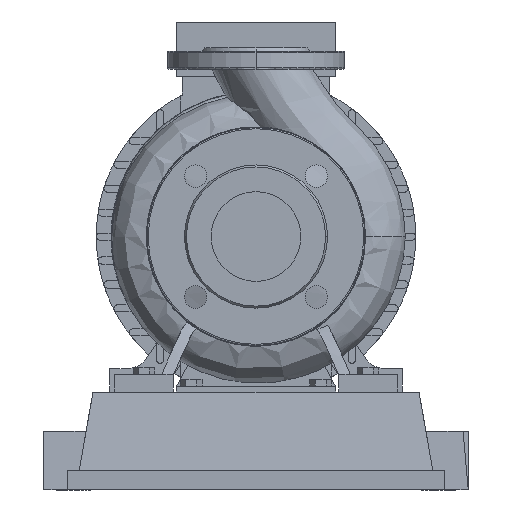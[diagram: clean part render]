
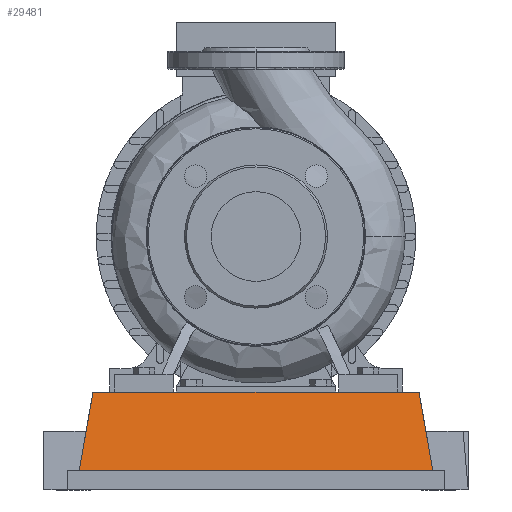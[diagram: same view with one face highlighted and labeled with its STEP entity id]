
A CAD part, left-side view. The second image highlights one B-rep face of the part: STEP entity #29481.
In plain terms, the highlighted planar face has unit normal (-0.985, 0, 0.174).
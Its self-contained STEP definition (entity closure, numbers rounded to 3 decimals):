
#27737=CARTESIAN_POINT('',(-65.,-150.,16.6));
#27738=VERTEX_POINT('',#27737);
#27745=CARTESIAN_POINT('',(-65.,150.0,16.6));
#27746=VERTEX_POINT('',#27745);
#27747=CARTESIAN_POINT('',(-65.,-150.,16.6));
#27748=DIRECTION('',(0.0,1.0,0.0));
#27749=VECTOR('',#27748,300.0);
#27750=LINE('',#27747,#27749);
#27751=EDGE_CURVE('',#27738,#27746,#27750,.T.);
#29215=CARTESIAN_POINT('',(-53.292,-138.292,83.0));
#29216=VERTEX_POINT('',#29215);
#29223=CARTESIAN_POINT('',(-65.,-150.,16.6));
#29224=DIRECTION('',(0.171,0.171,0.97));
#29225=VECTOR('',#29224,68.433);
#29226=LINE('',#29223,#29225);
#29227=EDGE_CURVE('',#27738,#29216,#29226,.T.);
#29458=CARTESIAN_POINT('',(-65.,-150.,16.6));
#29459=DIRECTION('',(-0.985,0.,0.174));
#29460=DIRECTION('',(0.0,-1.0,0.0));
#29461=AXIS2_PLACEMENT_3D('',#29458,#29459,#29460);
#29462=PLANE('',#29461);
#29463=CARTESIAN_POINT('',(-53.292,138.292,83.0));
#29464=VERTEX_POINT('',#29463);
#29465=CARTESIAN_POINT('',(-53.292,-138.292,83.0));
#29466=DIRECTION('',(0.0,1.0,0.0));
#29467=VECTOR('',#29466,276.584);
#29468=LINE('',#29465,#29467);
#29469=EDGE_CURVE('',#29216,#29464,#29468,.T.);
#29470=ORIENTED_EDGE('',*,*,#29469,.T.);
#29471=CARTESIAN_POINT('',(-65.,150.0,16.6));
#29472=DIRECTION('',(0.171,-0.171,0.97));
#29473=VECTOR('',#29472,68.433);
#29474=LINE('',#29471,#29473);
#29475=EDGE_CURVE('',#27746,#29464,#29474,.T.);
#29476=ORIENTED_EDGE('',*,*,#29475,.F.);
#29477=ORIENTED_EDGE('',*,*,#27751,.F.);
#29478=ORIENTED_EDGE('',*,*,#29227,.T.);
#29479=EDGE_LOOP('',(#29470,#29476,#29477,#29478));
#29480=FACE_OUTER_BOUND('',#29479,.T.);
#29481=ADVANCED_FACE('',(#29480),#29462,.T.);
